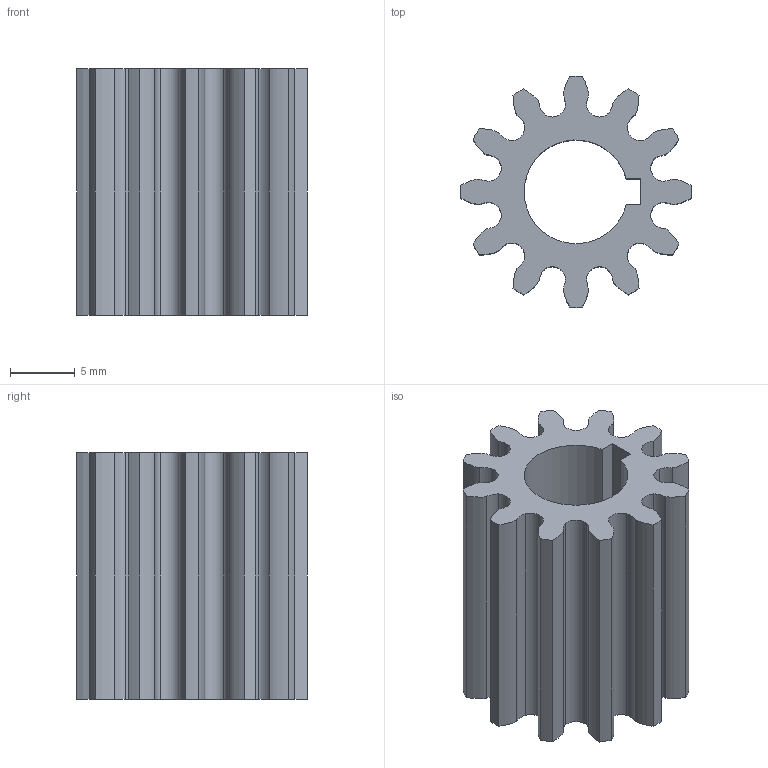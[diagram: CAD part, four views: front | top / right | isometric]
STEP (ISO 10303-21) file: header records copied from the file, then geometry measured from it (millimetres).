
FILE_DESCRIPTION (( 'STEP AP203' ), '1' );
FILE_NAME ('REV-21-2000.STEP', '2020-07-29T18:17:50', ( '' ), ( '' ), 'SwSTEP 2.0', 'SolidWorks 2019', '' );
FILE_SCHEMA (( 'CONFIG_CONTROL_DESIGN' ));
Length unit declared in the file: inch
Products named in the file (1): REV-21-2000
Bounding box: 17.82 x 17.82 x 19.05 mm (x, y, z)
Volume: 2312.4 mm3; surface area: 2610.7 mm2
Topology: 1 solids, 1 shells, 79 faces, 231 edges, 154 vertices
Faces by surface type: bspline 48, cylinder 26, plane 5
Entity records: 4188 total; most frequent: CARTESIAN_POINT 2289, ORIENTED_EDGE 462, DIRECTION 251, EDGE_CURVE 231, VERTEX_POINT 154, B_SPLINE_CURVE_WITH_KNOTS 96, AXIS2_PLACEMENT_3D 84, VECTOR 83
